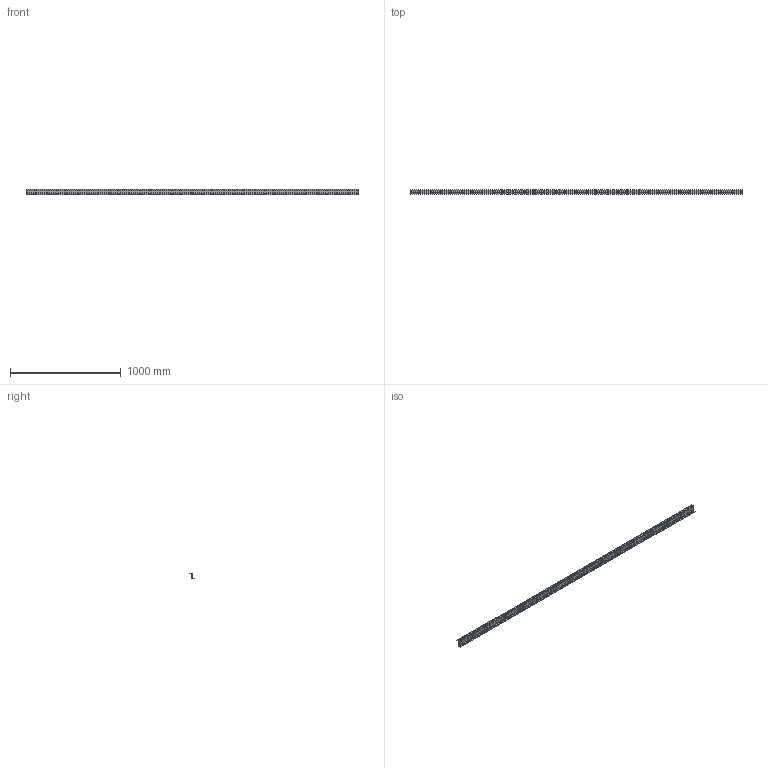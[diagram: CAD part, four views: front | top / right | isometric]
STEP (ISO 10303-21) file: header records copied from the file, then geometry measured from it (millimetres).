
FILE_DESCRIPTION(/* description */ (''),/* implementation_level */ '2;1');
FILE_NAME(/* name */ '524211.stp',/* time_stamp */ '2025-12-05T09:47:54+01:00',/* author */ ('mael.lecharpentier'),/* organization */ (''),/* preprocessor_version */ 'ST-DEVELOPER v20',/* originating_system */ 'AutoCAD Mechanical',/* authorisation */ '');
FILE_SCHEMA (('AUTOMOTIVE_DESIGN { 1 0 10303 214 3 1 1 }'));
Length unit declared in the file: millimetre
Products named in the file (1): Product
Bounding box: 3000 x 44.8 x 51.7 mm (x, y, z)
Volume: 425700 mm3; surface area: 675574.5 mm2
Topology: 1 solids, 601 shells, 610 faces, 2424 edges, 2416 vertices
Faces by surface type: plane 610
Entity records: 27325 total; most frequent: CARTESIAN_POINT 5451, DIRECTION 4846, ORIENTED_EDGE 2448, EDGE_CURVE 2424, VERTEX_POINT 2416, AXIS2_PLACEMENT_3D 1811, LINE 1224, VECTOR 1224
